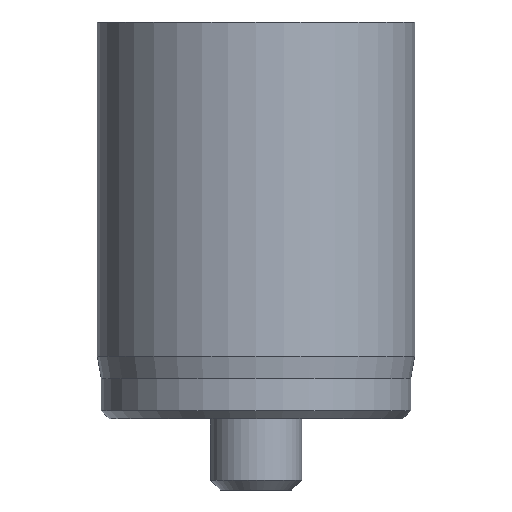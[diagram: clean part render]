
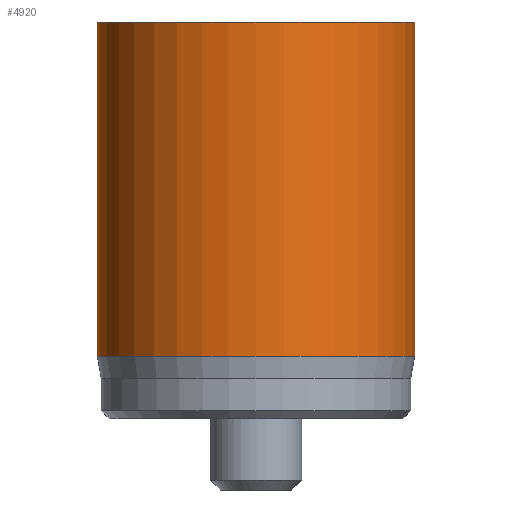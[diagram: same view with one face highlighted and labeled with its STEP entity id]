
A CAD part, front view. The second image highlights one B-rep face of the part: STEP entity #4920.
In plain terms, the highlighted cylindrical face has radius 4 mm (diameter 8 mm), a full revolution.
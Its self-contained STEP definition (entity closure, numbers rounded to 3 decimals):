
#35=CYLINDRICAL_SURFACE('',#5122,4.);
#52=CIRCLE('',#5095,4.);
#64=CIRCLE('',#5120,4.);
#65=CIRCLE('',#5121,4.);
#408=FACE_OUTER_BOUND('',#698,.T.);
#698=EDGE_LOOP('',(#4213,#4214,#4215,#4216,#4217));
#1048=LINE('',#8912,#1413);
#1413=VECTOR('',#5641,4.);
#2201=VERTEX_POINT('',#8863);
#2213=VERTEX_POINT('',#8906);
#2214=VERTEX_POINT('',#8907);
#2879=EDGE_CURVE('',#2201,#2201,#52,.T.);
#2897=EDGE_CURVE('',#2213,#2214,#64,.T.);
#2898=EDGE_CURVE('',#2214,#2213,#65,.T.);
#2900=EDGE_CURVE('',#2201,#2213,#1048,.T.);
#4213=ORIENTED_EDGE('',*,*,#2879,.T.);
#4214=ORIENTED_EDGE('',*,*,#2900,.T.);
#4215=ORIENTED_EDGE('',*,*,#2897,.T.);
#4216=ORIENTED_EDGE('',*,*,#2898,.T.);
#4217=ORIENTED_EDGE('',*,*,#2900,.F.);
#4920=ADVANCED_FACE('',(#408),#35,.T.);
#5095=AXIS2_PLACEMENT_3D('',#8864,#5578,#5579);
#5120=AXIS2_PLACEMENT_3D('',#8908,#5634,#5635);
#5121=AXIS2_PLACEMENT_3D('',#8909,#5636,#5637);
#5122=AXIS2_PLACEMENT_3D('',#8911,#5639,#5640);
#5578=DIRECTION('center_axis',(0.,0.,-1.));
#5579=DIRECTION('ref_axis',(-1.,0.,0.));
#5634=DIRECTION('center_axis',(0.,0.,1.));
#5635=DIRECTION('ref_axis',(-1.,0.,0.));
#5636=DIRECTION('center_axis',(0.,0.,1.));
#5637=DIRECTION('ref_axis',(-1.,0.,0.));
#5639=DIRECTION('center_axis',(0.,0.,1.));
#5640=DIRECTION('ref_axis',(-1.,0.,0.));
#5641=DIRECTION('',(0.,0.,-1.));
#8863=CARTESIAN_POINT('',(4.,0.,10.));
#8864=CARTESIAN_POINT('Origin',(0.,0.,10.));
#8906=CARTESIAN_POINT('',(4.,0.,1.567));
#8907=CARTESIAN_POINT('',(-4.,0.,1.567));
#8908=CARTESIAN_POINT('Origin',(0.,0.,1.567));
#8909=CARTESIAN_POINT('Origin',(0.,0.,1.567));
#8911=CARTESIAN_POINT('Origin',(0.,0.,0.));
#8912=CARTESIAN_POINT('',(4.,0.,0.));
